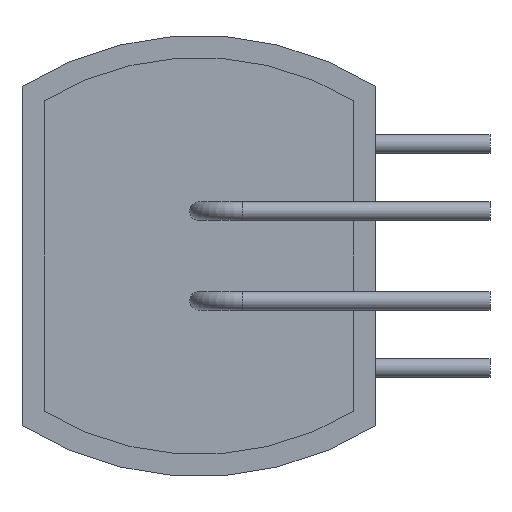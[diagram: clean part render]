
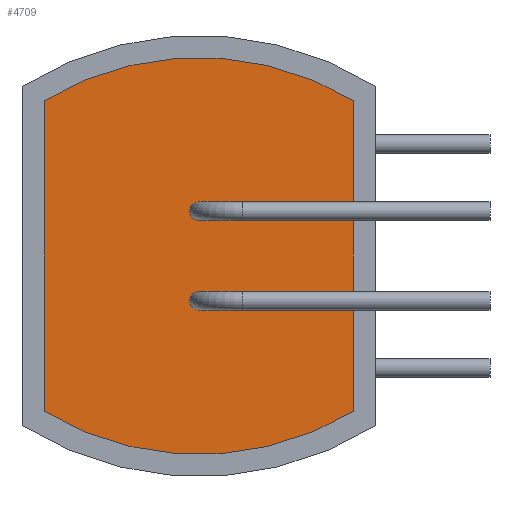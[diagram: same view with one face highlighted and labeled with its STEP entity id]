
A CAD part, front view. The second image highlights one B-rep face of the part: STEP entity #4709.
In plain terms, the highlighted planar face has unit normal (0, -1, 0).
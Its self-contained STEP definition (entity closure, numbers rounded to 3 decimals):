
#4250 = VERTEX_POINT('',#4251);
#4251 = CARTESIAN_POINT('',(3.5,-4.99,3.522));
#4257 = EDGE_CURVE('',#4250,#4258,#4260,.T.);
#4258 = VERTEX_POINT('',#4259);
#4259 = CARTESIAN_POINT('',(-3.5,-4.99,3.522));
#4260 = CIRCLE('',#4261,6.75);
#4261 = AXIS2_PLACEMENT_3D('',#4262,#4263,#4264);
#4262 = CARTESIAN_POINT('',(0.,-4.99,-2.25));
#4263 = DIRECTION('',(0.,-1.,0.));
#4264 = DIRECTION('',(1.,0.,0.));
#4282 = EDGE_CURVE('',#4258,#4283,#4285,.T.);
#4283 = VERTEX_POINT('',#4284);
#4284 = CARTESIAN_POINT('',(-3.5,-4.99,-3.522));
#4285 = LINE('',#4286,#4287);
#4286 = CARTESIAN_POINT('',(-3.5,-4.99,3.522));
#4287 = VECTOR('',#4288,1.);
#4288 = DIRECTION('',(0.,0.,-1.));
#4306 = EDGE_CURVE('',#4283,#4307,#4309,.T.);
#4307 = VERTEX_POINT('',#4308);
#4308 = CARTESIAN_POINT('',(3.5,-4.99,-3.522));
#4309 = CIRCLE('',#4310,6.75);
#4310 = AXIS2_PLACEMENT_3D('',#4311,#4312,#4313);
#4311 = CARTESIAN_POINT('',(0.,-4.99,2.25));
#4312 = DIRECTION('',(0.,-1.,0.));
#4313 = DIRECTION('',(1.,0.,0.));
#4331 = EDGE_CURVE('',#4250,#4307,#4332,.T.);
#4332 = LINE('',#4333,#4334);
#4333 = CARTESIAN_POINT('',(3.5,-4.99,3.522));
#4334 = VECTOR('',#4335,1.);
#4335 = DIRECTION('',(0.,0.,-1.));
#4709 = ADVANCED_FACE('',(#4710,#4716,#4727),#4738,.T.);
#4710 = FACE_BOUND('',#4711,.T.);
#4711 = EDGE_LOOP('',(#4712,#4713,#4714,#4715));
#4712 = ORIENTED_EDGE('',*,*,#4257,.T.);
#4713 = ORIENTED_EDGE('',*,*,#4282,.T.);
#4714 = ORIENTED_EDGE('',*,*,#4306,.T.);
#4715 = ORIENTED_EDGE('',*,*,#4331,.F.);
#4716 = FACE_BOUND('',#4717,.T.);
#4717 = EDGE_LOOP('',(#4718));
#4718 = ORIENTED_EDGE('',*,*,#4719,.F.);
#4719 = EDGE_CURVE('',#4720,#4720,#4722,.T.);
#4720 = VERTEX_POINT('',#4721);
#4721 = CARTESIAN_POINT('',(0.208,-4.99,-1.018));
#4722 = CIRCLE('',#4723,0.208);
#4723 = AXIS2_PLACEMENT_3D('',#4724,#4725,#4726);
#4724 = CARTESIAN_POINT('',(0.,-4.99,-1.018));
#4725 = DIRECTION('',(0.,-1.,0.));
#4726 = DIRECTION('',(1.,0.,0.));
#4727 = FACE_BOUND('',#4728,.T.);
#4728 = EDGE_LOOP('',(#4729));
#4729 = ORIENTED_EDGE('',*,*,#4730,.F.);
#4730 = EDGE_CURVE('',#4731,#4731,#4733,.T.);
#4731 = VERTEX_POINT('',#4732);
#4732 = CARTESIAN_POINT('',(0.208,-4.99,1.018));
#4733 = CIRCLE('',#4734,0.208);
#4734 = AXIS2_PLACEMENT_3D('',#4735,#4736,#4737);
#4735 = CARTESIAN_POINT('',(0.,-4.99,1.018));
#4736 = DIRECTION('',(0.,-1.,0.));
#4737 = DIRECTION('',(1.,0.,0.));
#4738 = PLANE('',#4739);
#4739 = AXIS2_PLACEMENT_3D('',#4740,#4741,#4742);
#4740 = CARTESIAN_POINT('',(0.,-4.99,0.
    ));
#4741 = DIRECTION('',(0.,-1.,0.));
#4742 = DIRECTION('',(0.,0.,-1.));
